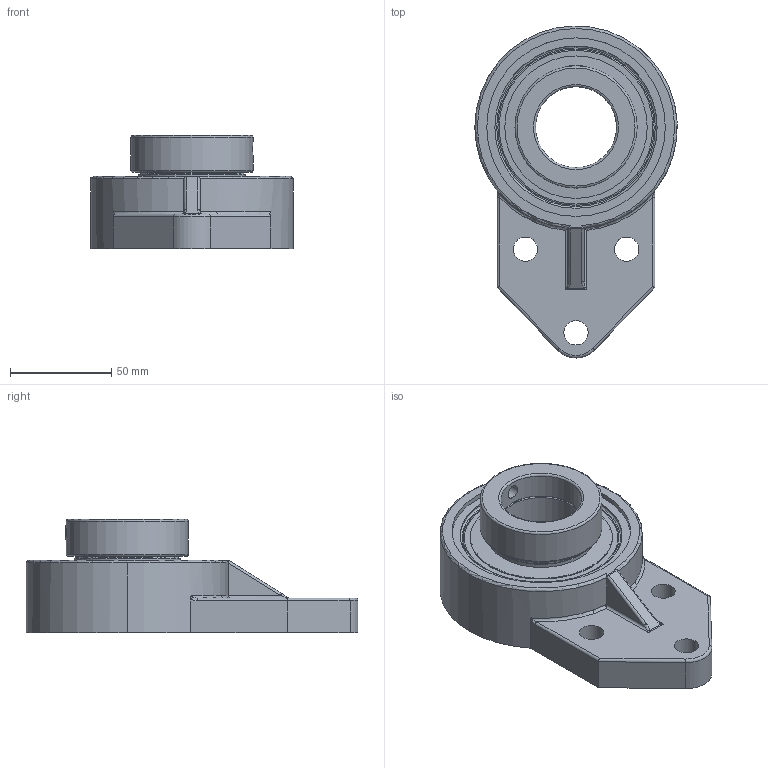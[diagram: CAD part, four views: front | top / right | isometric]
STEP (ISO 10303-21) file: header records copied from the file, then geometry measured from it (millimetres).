
FILE_DESCRIPTION(('HOOPS Exchange Step'),'2;1');
FILE_NAME('export-22E7E3AE-68F6-4CFB-B228-009D92CAC650.stp','2020-05-20T13:08:04-07:00',('dkerr'),('Alibre'),'HOOPS Exchange 2020.0','Alibre','Unknown authorisation');
FILE_SCHEMA( ('AP242_MANAGED_MODEL_BASED_3D_ENGINEERING_MIM_LF {1 0 10303 442 1 1 4 }') );
Length unit declared in the file: inch
Products named in the file (8): MRN SFBM 208 L4L; SNC 208 (Ball Bearing); SNC 208 (Shield); SNC 208 (Setscrew); SNC 208 L4L (40mm) (Race); SNC 208 (Collar); MRN SNC 208 L4L (40mm); MRN SNCSFBM 208 L4L (40mm)
Assembly tree (8 placements, depth 3):
  MRN SNCSFBM 208 L4L (40mm)
    MRN SFBM 208 L4L
    MRN SNC 208 L4L (40mm)
      SNC 208 (Ball Bearing)
      SNC 208 (Shield)  x2
      SNC 208 (Setscrew)
      SNC 208 L4L (40mm) (Race)
      SNC 208 (Collar)
Bounding box: 99.99 x 164 x 55.89 mm (x, y, z)
Volume: 255291.4 mm3; surface area: 85584.7 mm2
Topology: 16 solids, 16 shells, 149 faces, 401 edges, 261 vertices
Faces by surface type: cylinder 51, plane 41, torus 21, sphere 16, bspline 10, cone 10
Full cylindrical faces by diameter (mm): 6.782 x3, 12 x3, 40 x2, 48.768 x2, 52.387 x4, 53.149 x2, 60.3 x1, 67.035 x2, 70.358 x2, 80.195 x1, 84.195 x1, 88.22 x1
Entity records: 7546 total; most frequent: CARTESIAN_POINT 3765, DIRECTION 805, ORIENTED_EDGE 708, EDGE_CURVE 354, AXIS2_PLACEMENT_3D 349, VERTEX_POINT 247, CIRCLE 183, EDGE_LOOP 165
